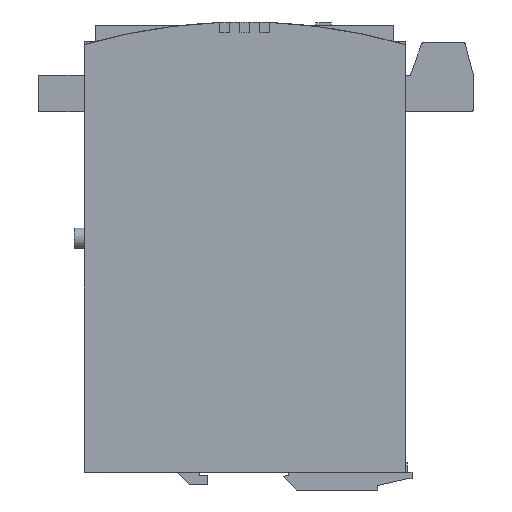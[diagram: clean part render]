
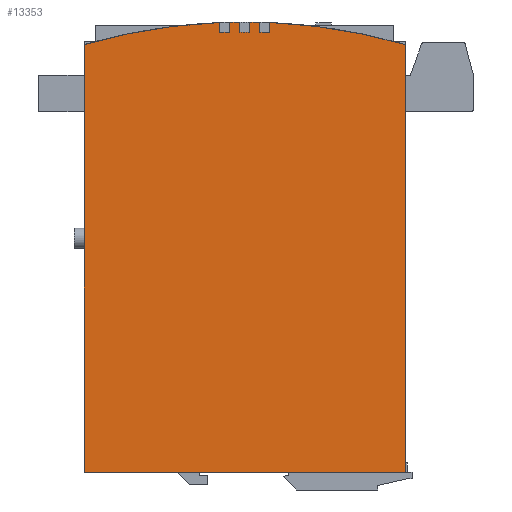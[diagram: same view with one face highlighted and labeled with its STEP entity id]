
A CAD part, left-side view. The second image highlights one B-rep face of the part: STEP entity #13353.
In plain terms, the highlighted planar face has unit normal (-1, 0, 0).
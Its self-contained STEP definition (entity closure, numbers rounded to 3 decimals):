
#796 = AXIS2_PLACEMENT_3D ( 'NONE', #39219, #12694, #9062 ) ;
#813 = CARTESIAN_POINT ( 'NONE',  ( -28.5, -6., 15.92 ) ) ;
#2407 = EDGE_CURVE ( 'NONE', #41334, #54242, #32126, .T. ) ;
#2697 = CARTESIAN_POINT ( 'NONE',  ( -28.5, 0., -210. ) ) ;
#3198 = VERTEX_POINT ( 'NONE', #47848 ) ;
#4264 = DIRECTION ( 'NONE',  ( 1., 0., 0. ) ) ;
#4341 = ORIENTED_EDGE ( 'NONE', *, *, #2407, .F. ) ;
#4827 = CARTESIAN_POINT ( 'NONE',  ( -28.5, 0., -210. ) ) ;
#5298 = CARTESIAN_POINT ( 'NONE',  ( -28.5, 0., -210. ) ) ;
#5330 = ORIENTED_EDGE ( 'NONE', *, *, #31153, .F. ) ;
#5875 = EDGE_CURVE ( 'NONE', #14994, #12570, #37386, .T. ) ;
#5958 = DIRECTION ( 'NONE',  ( 0., 0., 1. ) ) ;
#6690 = CARTESIAN_POINT ( 'NONE',  ( -28.5, 63.5, 11.061 ) ) ;
#6727 = CARTESIAN_POINT ( 'NONE',  ( -28.5, -63.5, -158.15 ) ) ;
#7480 = AXIS2_PLACEMENT_3D ( 'NONE', #5298, #44230, #18131 ) ;
#8039 = EDGE_CURVE ( 'NONE', #30873, #18224, #29020, .T. ) ;
#8468 = CARTESIAN_POINT ( 'NONE',  ( -28.5, 6., 15.92 ) ) ;
#8505 = VERTEX_POINT ( 'NONE', #32338 ) ;
#8765 = LINE ( 'NONE', #27576, #38829 ) ;
#9062 = DIRECTION ( 'NONE',  ( 0., 0., -1. ) ) ;
#9478 = VECTOR ( 'NONE', #55514, 1000. ) ;
#10009 = CARTESIAN_POINT ( 'NONE',  ( -28.5, 2., 15.991 ) ) ;
#10621 = EDGE_CURVE ( 'NONE', #12160, #30873, #8765, .T. ) ;
#11754 = DIRECTION ( 'NONE',  ( 1., 0., 0. ) ) ;
#12160 = VERTEX_POINT ( 'NONE', #8468 ) ;
#12493 = CARTESIAN_POINT ( 'NONE',  ( -28.5, -63.5, -158.15 ) ) ;
#12563 = CARTESIAN_POINT ( 'NONE',  ( -28.5, 10., 19.783 ) ) ;
#12570 = VERTEX_POINT ( 'NONE', #6690 ) ;
#12694 = DIRECTION ( 'NONE',  ( 1., 0., 0. ) ) ;
#13109 = CARTESIAN_POINT ( 'NONE',  ( -28.5, -10., 19.783 ) ) ;
#13353 = ADVANCED_FACE ( 'NONE', ( #22820 ), #17301, .F. ) ;
#13864 = CARTESIAN_POINT ( 'NONE',  ( -28.5, 0., 16. ) ) ;
#13916 = CIRCLE ( 'NONE', #33693, 226. ) ;
#14028 = DIRECTION ( 'NONE',  ( 0., 0., -1. ) ) ;
#14994 = VERTEX_POINT ( 'NONE', #37743 ) ;
#15261 = EDGE_CURVE ( 'NONE', #19353, #43744, #27810, .T. ) ;
#15486 = CARTESIAN_POINT ( 'NONE',  ( -28.5, -63.5, 11.061 ) ) ;
#15722 = DIRECTION ( 'NONE',  ( 1., 0., 0. ) ) ;
#15824 = ORIENTED_EDGE ( 'NONE', *, *, #25742, .F. ) ;
#16188 = VECTOR ( 'NONE', #14028, 1000. ) ;
#16429 = ORIENTED_EDGE ( 'NONE', *, *, #31415, .F. ) ;
#16676 = VECTOR ( 'NONE', #47727, 1000. ) ;
#16922 = DIRECTION ( 'NONE',  ( 0., 0., -1. ) ) ;
#17153 = ORIENTED_EDGE ( 'NONE', *, *, #8039, .F. ) ;
#17301 = PLANE ( 'NONE',  #796 ) ;
#17670 = CIRCLE ( 'NONE', #7480, 230. ) ;
#17706 = VERTEX_POINT ( 'NONE', #12563 ) ;
#18131 = DIRECTION ( 'NONE',  ( 0., 0., -1. ) ) ;
#18224 = VERTEX_POINT ( 'NONE', #46830 ) ;
#18333 = LINE ( 'NONE', #10009, #20376 ) ;
#18362 = EDGE_CURVE ( 'NONE', #28819, #56334, #21256, .T. ) ;
#18740 = ORIENTED_EDGE ( 'NONE', *, *, #18362, .F. ) ;
#18852 = CIRCLE ( 'NONE', #49993, 230. ) ;
#19156 = VECTOR ( 'NONE', #28748, 1000. ) ;
#19353 = VERTEX_POINT ( 'NONE', #55785 ) ;
#20376 = VECTOR ( 'NONE', #54426, 1000. ) ;
#20757 = CIRCLE ( 'NONE', #50600, 226. ) ;
#21188 = CARTESIAN_POINT ( 'NONE',  ( -28.5, 0., -210. ) ) ;
#21256 = CIRCLE ( 'NONE', #30723, 226. ) ;
#21496 = DIRECTION ( 'NONE',  ( 1., 0., 0. ) ) ;
#22820 = FACE_OUTER_BOUND ( 'NONE', #43916, .T. ) ;
#22872 = VECTOR ( 'NONE', #55725, 1000. ) ;
#23422 = VERTEX_POINT ( 'NONE', #15486 ) ;
#23891 = ORIENTED_EDGE ( 'NONE', *, *, #39135, .F. ) ;
#24263 = LINE ( 'NONE', #46782, #22872 ) ;
#24470 = ORIENTED_EDGE ( 'NONE', *, *, #34300, .F. ) ;
#25223 = EDGE_CURVE ( 'NONE', #56334, #41334, #36866, .T. ) ;
#25699 = DIRECTION ( 'NONE',  ( 1., 0., 0. ) ) ;
#25742 = EDGE_CURVE ( 'NONE', #17706, #8505, #38823, .T. ) ;
#26915 = ORIENTED_EDGE ( 'NONE', *, *, #5875, .F. ) ;
#27576 = CARTESIAN_POINT ( 'NONE',  ( -28.5, 6., 15.92 ) ) ;
#27810 = LINE ( 'NONE', #813, #16188 ) ;
#28748 = DIRECTION ( 'NONE',  ( 0., 0., 1. ) ) ;
#28819 = VERTEX_POINT ( 'NONE', #35334 ) ;
#28823 = DIRECTION ( 'NONE',  ( 1., 0., 0. ) ) ;
#29020 = CIRCLE ( 'NONE', #35374, 230. ) ;
#29381 = AXIS2_PLACEMENT_3D ( 'NONE', #21188, #56014, #42512 ) ;
#29512 = DIRECTION ( 'NONE',  ( 0., 0., 1. ) ) ;
#30081 = DIRECTION ( 'NONE',  ( 0., 0., 1. ) ) ;
#30723 = AXIS2_PLACEMENT_3D ( 'NONE', #4827, #4264, #43942 ) ;
#30766 = VECTOR ( 'NONE', #16922, 1000. ) ;
#30873 = VERTEX_POINT ( 'NONE', #46655 ) ;
#31153 = EDGE_CURVE ( 'NONE', #18224, #28819, #18333, .T. ) ;
#31292 = VERTEX_POINT ( 'NONE', #6727 ) ;
#31415 = EDGE_CURVE ( 'NONE', #3198, #44464, #24263, .T. ) ;
#31633 = EDGE_CURVE ( 'NONE', #31292, #14994, #33029, .T. ) ;
#32126 = LINE ( 'NONE', #41681, #19156 ) ;
#32338 = CARTESIAN_POINT ( 'NONE',  ( -28.5, 10., 15.779 ) ) ;
#33029 = LINE ( 'NONE', #39536, #16676 ) ;
#33691 = DIRECTION ( 'NONE',  ( 0., 0., 1. ) ) ;
#33693 = AXIS2_PLACEMENT_3D ( 'NONE', #38622, #25699, #30081 ) ;
#34300 = EDGE_CURVE ( 'NONE', #44464, #23422, #17670, .T. ) ;
#35334 = CARTESIAN_POINT ( 'NONE',  ( -28.5, 2., 15.991 ) ) ;
#35374 = AXIS2_PLACEMENT_3D ( 'NONE', #51772, #11754, #47210 ) ;
#36866 = CIRCLE ( 'NONE', #50289, 226. ) ;
#37386 = LINE ( 'NONE', #42265, #43492 ) ;
#37743 = CARTESIAN_POINT ( 'NONE',  ( -28.5, 63.5, -158.15 ) ) ;
#38043 = DIRECTION ( 'NONE',  ( 0., 0., -1. ) ) ;
#38622 = CARTESIAN_POINT ( 'NONE',  ( -28.5, 0., -210. ) ) ;
#38823 = LINE ( 'NONE', #56281, #9478 ) ;
#38829 = VECTOR ( 'NONE', #5958, 1000. ) ;
#39135 = EDGE_CURVE ( 'NONE', #43744, #3198, #20757, .T. ) ;
#39219 = CARTESIAN_POINT ( 'NONE',  ( -28.5, 0., -210. ) ) ;
#39536 = CARTESIAN_POINT ( 'NONE',  ( -28.5, 63.5, -158.15 ) ) ;
#40280 = ORIENTED_EDGE ( 'NONE', *, *, #54984, .F. ) ;
#40962 = LINE ( 'NONE', #12493, #30766 ) ;
#41334 = VERTEX_POINT ( 'NONE', #43978 ) ;
#41567 = CARTESIAN_POINT ( 'NONE',  ( -28.5, 0., -210. ) ) ;
#41681 = CARTESIAN_POINT ( 'NONE',  ( -28.5, -2., 15.991 ) ) ;
#42265 = CARTESIAN_POINT ( 'NONE',  ( -28.5, 63.5, -158.15 ) ) ;
#42512 = DIRECTION ( 'NONE',  ( 0., 0., -1. ) ) ;
#43239 = EDGE_CURVE ( 'NONE', #23422, #31292, #40962, .T. ) ;
#43492 = VECTOR ( 'NONE', #29512, 1000. ) ;
#43744 = VERTEX_POINT ( 'NONE', #55696 ) ;
#43916 = EDGE_LOOP ( 'NONE', ( #53965, #15824, #40280, #26915, #52950, #52294, #24470, #16429, #23891, #46542, #55434, #4341, #47220, #18740, #5330, #17153, #48633 ) ) ;
#43942 = DIRECTION ( 'NONE',  ( 0., 0., 1. ) ) ;
#43978 = CARTESIAN_POINT ( 'NONE',  ( -28.5, -2., 15.991 ) ) ;
#44230 = DIRECTION ( 'NONE',  ( 1., 0., 0. ) ) ;
#44464 = VERTEX_POINT ( 'NONE', #13109 ) ;
#46542 = ORIENTED_EDGE ( 'NONE', *, *, #15261, .F. ) ;
#46655 = CARTESIAN_POINT ( 'NONE',  ( -28.5, 6., 19.922 ) ) ;
#46782 = CARTESIAN_POINT ( 'NONE',  ( -28.5, -10., 15.779 ) ) ;
#46830 = CARTESIAN_POINT ( 'NONE',  ( -28.5, 2., 19.991 ) ) ;
#47210 = DIRECTION ( 'NONE',  ( 0., 0., -1. ) ) ;
#47220 = ORIENTED_EDGE ( 'NONE', *, *, #25223, .F. ) ;
#47640 = CIRCLE ( 'NONE', #29381, 230. ) ;
#47727 = DIRECTION ( 'NONE',  ( 0., 1., 0. ) ) ;
#47848 = CARTESIAN_POINT ( 'NONE',  ( -28.5, -10., 15.779 ) ) ;
#48633 = ORIENTED_EDGE ( 'NONE', *, *, #10621, .F. ) ;
#49606 = CARTESIAN_POINT ( 'NONE',  ( -28.5, -2., 19.991 ) ) ;
#49993 = AXIS2_PLACEMENT_3D ( 'NONE', #2697, #15722, #38043 ) ;
#50289 = AXIS2_PLACEMENT_3D ( 'NONE', #51179, #21496, #33691 ) ;
#50306 = DIRECTION ( 'NONE',  ( 0., 0., 1. ) ) ;
#50600 = AXIS2_PLACEMENT_3D ( 'NONE', #41567, #28823, #50306 ) ;
#51179 = CARTESIAN_POINT ( 'NONE',  ( -28.5, 0., -210. ) ) ;
#51772 = CARTESIAN_POINT ( 'NONE',  ( -28.5, 0., -210. ) ) ;
#52294 = ORIENTED_EDGE ( 'NONE', *, *, #43239, .F. ) ;
#52616 = EDGE_CURVE ( 'NONE', #54242, #19353, #18852, .T. ) ;
#52950 = ORIENTED_EDGE ( 'NONE', *, *, #31633, .F. ) ;
#53949 = EDGE_CURVE ( 'NONE', #8505, #12160, #13916, .T. ) ;
#53965 = ORIENTED_EDGE ( 'NONE', *, *, #53949, .F. ) ;
#54242 = VERTEX_POINT ( 'NONE', #49606 ) ;
#54426 = DIRECTION ( 'NONE',  ( 0., 0., -1. ) ) ;
#54984 = EDGE_CURVE ( 'NONE', #12570, #17706, #47640, .T. ) ;
#55434 = ORIENTED_EDGE ( 'NONE', *, *, #52616, .F. ) ;
#55514 = DIRECTION ( 'NONE',  ( 0., 0., -1. ) ) ;
#55696 = CARTESIAN_POINT ( 'NONE',  ( -28.5, -6., 15.92 ) ) ;
#55725 = DIRECTION ( 'NONE',  ( 0., 0., 1. ) ) ;
#55785 = CARTESIAN_POINT ( 'NONE',  ( -28.5, -6., 19.922 ) ) ;
#56014 = DIRECTION ( 'NONE',  ( 1., 0., 0. ) ) ;
#56281 = CARTESIAN_POINT ( 'NONE',  ( -28.5, 10., 15.779 ) ) ;
#56334 = VERTEX_POINT ( 'NONE', #13864 ) ;
